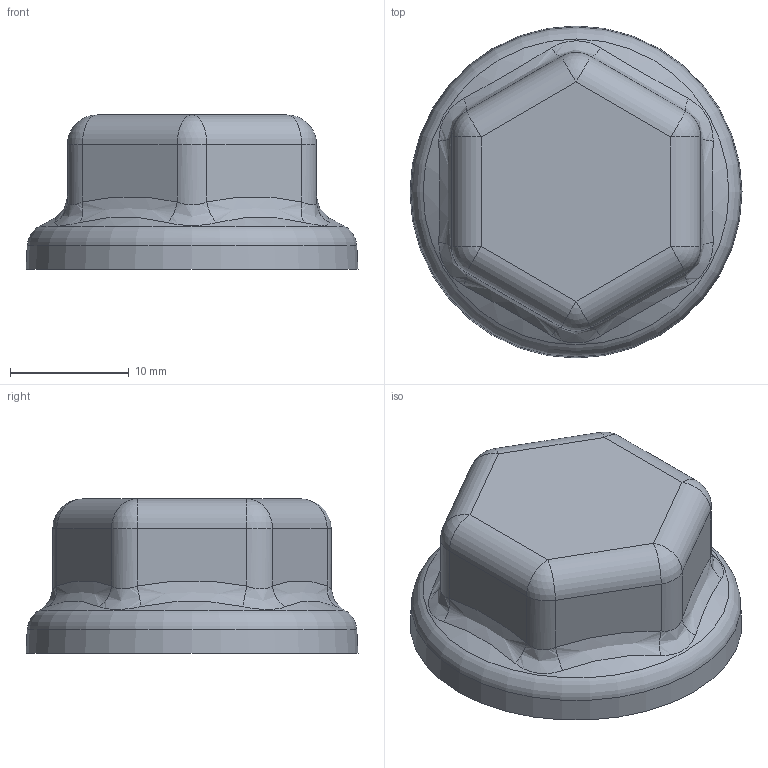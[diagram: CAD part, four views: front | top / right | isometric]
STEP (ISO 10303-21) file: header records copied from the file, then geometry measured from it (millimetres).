
FILE_DESCRIPTION( ( 'STEP AP203' ), '1' );
FILE_NAME( 'M12.step', '2022-07-27T04:31:09', ( ' ' ), ( ' ' ), 'XStep 1.0', ' ', ' ' );
FILE_SCHEMA( ( 'CONFIG_CONTROL_DESIGN' ) );
Length unit declared in the file: millimetre
Products named in the file (1): 1
Bounding box: 27.99 x 27.99 x 13 mm (x, y, z)
Volume: 2409.8 mm3; surface area: 2567 mm2
Topology: 1 solids, 1 shells, 80 faces, 181 edges, 92 vertices
Faces by surface type: cylinder 24, bspline 24, plane 15, sphere 12, cone 4, torus 1
Entity records: 5464 total; most frequent: CARTESIAN_POINT 3913, ORIENTED_EDGE 322, DIRECTION 292, EDGE_CURVE 161, AXIS2_PLACEMENT_3D 122, VERTEX_POINT 89, EDGE_LOOP 86, FACE_OUTER_BOUND 81
